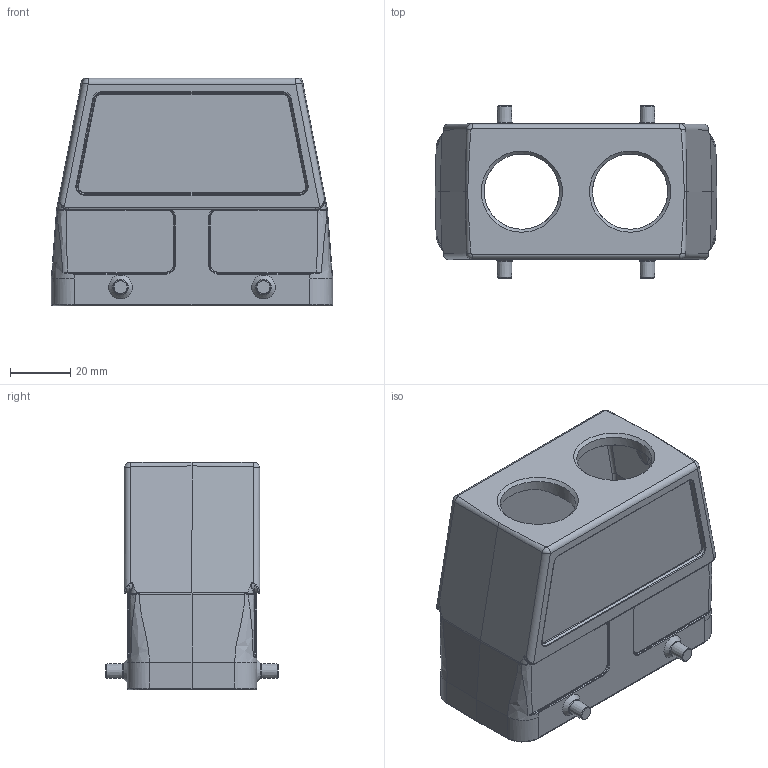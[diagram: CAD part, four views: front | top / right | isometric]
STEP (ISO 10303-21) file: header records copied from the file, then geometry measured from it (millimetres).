
FILE_DESCRIPTION(/* description */ (''),/* implementation_level */ '2;1');
FILE_NAME(/* name */ '100095244ugm000_d.stp',/* time_stamp */ '2017-12-08T10:29:19+01:00',/* author */ (''),/* organization */ (''),/* preprocessor_version */ 'ST-DEVELOPER v16',/* originating_system */ 'SIEMENS PLM Software NX 10.0',/* authorisation */ '');
FILE_SCHEMA (('AUTOMOTIVE_DESIGN { 1 0 10303 214 3 1 1 1 }'));
Length unit declared in the file: millimetre
Products named in the file (1): 100095244ugm000_d
Bounding box: 93.5 x 57.2 x 75.6 mm (x, y, z)
Volume: 79917 mm3; surface area: 41582.3 mm2
Topology: 1 solids, 1 shells, 541 faces, 1678 edges, 1494 vertices
Faces by surface type: plane 175, bspline 133, cylinder 131, torus 51, cone 45, sphere 6
Full cylindrical faces by diameter (mm): 3 x4, 25 x2
Entity records: 25947 total; most frequent: CARTESIAN_POINT 8306, ORIENTED_EDGE 2550, DIRECTION 2377, EDGE_CURVE 1275, PRESENTATION_STYLE_ASSIGNMENT 899, AXIS2_PLACEMENT_3D 868, VERTEX_POINT 788, LINE 641
